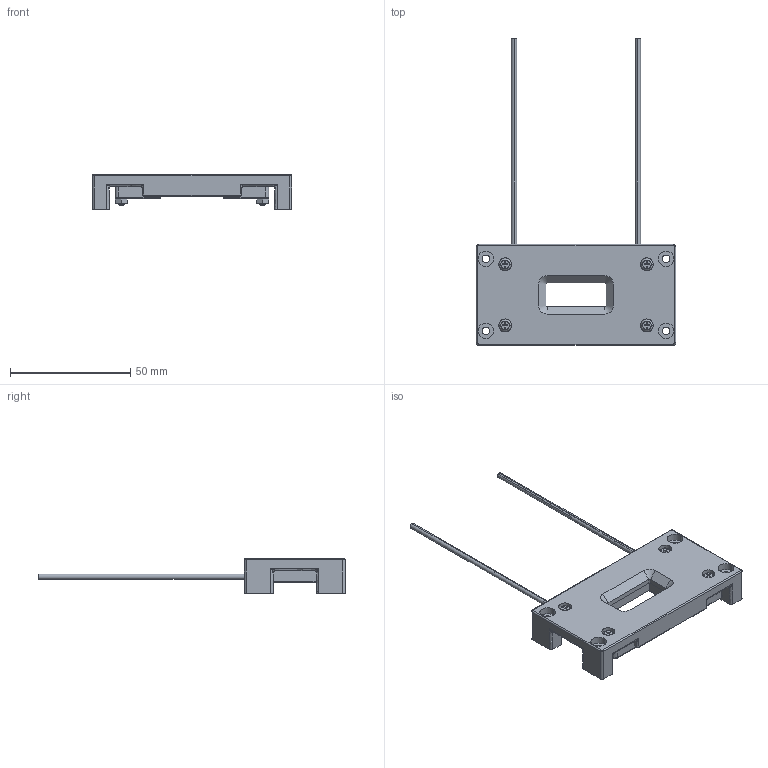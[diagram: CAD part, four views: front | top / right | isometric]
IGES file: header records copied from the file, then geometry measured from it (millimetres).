
Start section:  PTC IGES file: 145587.igs
Global section: file name: 145587.igs; native system: Pro/ENGINEER by Parametric Technology Corporation; preprocessor: 2009141; author: banengservice; organization: Unknown; date: 20110707.082713; units: inch
Bounding box: 83 x 127.71 x 14.5 mm (x, y, z)
Volume: 25739.9 mm3; surface area: 18860.3 mm2
Topology: 17 solids, 21 shells, 1448 faces, 3712 edges, 2378 vertices
Faces by surface type: bspline 962, revolution 472, extrusion 14
